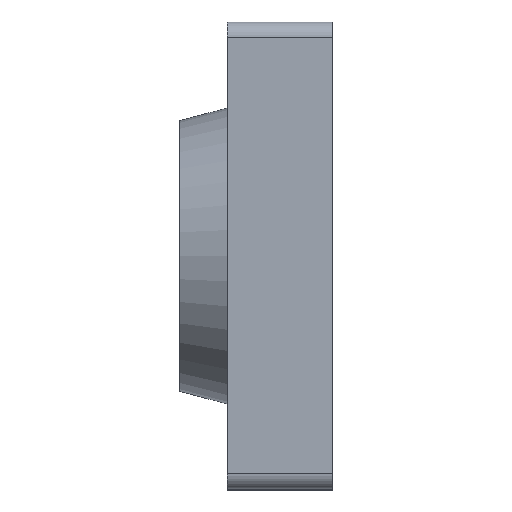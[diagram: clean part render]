
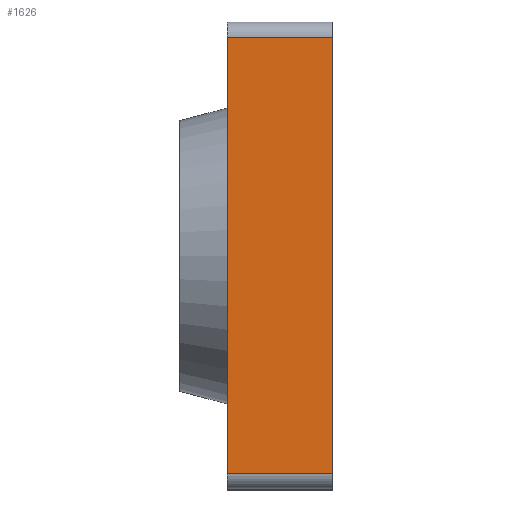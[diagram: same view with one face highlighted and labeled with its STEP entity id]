
A CAD part, top view. The second image highlights one B-rep face of the part: STEP entity #1626.
In plain terms, the highlighted planar face has unit normal (0, 0, 1).
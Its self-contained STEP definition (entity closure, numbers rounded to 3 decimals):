
#92 = EDGE_CURVE ( 'NONE', #883, #2465, #2226, .T. ) ;
#111 = VERTEX_POINT ( 'NONE', #335 ) ;
#154 = LINE ( 'NONE', #627, #744 ) ;
#164 = EDGE_CURVE ( 'NONE', #111, #2465, #2461, .T. ) ;
#191 = VERTEX_POINT ( 'NONE', #323 ) ;
#207 = AXIS2_PLACEMENT_3D ( 'NONE', #365, #2270, #2064 ) ;
#323 = CARTESIAN_POINT ( 'NONE',  ( 0., 28., 30. ) ) ;
#335 = CARTESIAN_POINT ( 'NONE',  ( 13.5, 28., 30. ) ) ;
#365 = CARTESIAN_POINT ( 'NONE',  ( 13.5, -30., 30. ) ) ;
#539 = DIRECTION ( 'NONE',  ( 1., 0., 0. ) ) ;
#596 = FACE_OUTER_BOUND ( 'NONE', #1082, .T. ) ;
#627 = CARTESIAN_POINT ( 'NONE',  ( 13.5, 28., 30. ) ) ;
#673 = ORIENTED_EDGE ( 'NONE', *, *, #1570, .T. ) ;
#674 = CARTESIAN_POINT ( 'NONE',  ( 0., -28., 30. ) ) ;
#744 = VECTOR ( 'NONE', #1663, 1000. ) ;
#754 = CARTESIAN_POINT ( 'NONE',  ( 13.5, -28., 30. ) ) ;
#842 = ORIENTED_EDGE ( 'NONE', *, *, #164, .F. ) ;
#883 = VERTEX_POINT ( 'NONE', #674 ) ;
#929 = ORIENTED_EDGE ( 'NONE', *, *, #2446, .T. ) ;
#1082 = EDGE_LOOP ( 'NONE', ( #929, #1573, #842, #673 ) ) ;
#1154 = VECTOR ( 'NONE', #539, 1000. ) ;
#1191 = VECTOR ( 'NONE', #2286, 1000. ) ;
#1379 = DIRECTION ( 'NONE',  ( 0., -1., 0. ) ) ;
#1426 = PLANE ( 'NONE',  #207 ) ;
#1570 = EDGE_CURVE ( 'NONE', #111, #191, #154, .T. ) ;
#1573 = ORIENTED_EDGE ( 'NONE', *, *, #92, .T. ) ;
#1626 = ADVANCED_FACE ( 'NONE', ( #596 ), #1426, .F. ) ;
#1663 = DIRECTION ( 'NONE',  ( -1., 0., 0. ) ) ;
#1698 = CARTESIAN_POINT ( 'NONE',  ( 13.5, -28., 30. ) ) ;
#1712 = CARTESIAN_POINT ( 'NONE',  ( 0., -30., 30. ) ) ;
#2064 = DIRECTION ( 'NONE',  ( -1., 0., 0. ) ) ;
#2106 = LINE ( 'NONE', #1712, #1191 ) ;
#2175 = VECTOR ( 'NONE', #1379, 1000. ) ;
#2226 = LINE ( 'NONE', #754, #1154 ) ;
#2270 = DIRECTION ( 'NONE',  ( 0., 0., -1. ) ) ;
#2286 = DIRECTION ( 'NONE',  ( 0., -1., 0. ) ) ;
#2446 = EDGE_CURVE ( 'NONE', #191, #883, #2106, .T. ) ;
#2461 = LINE ( 'NONE', #2706, #2175 ) ;
#2465 = VERTEX_POINT ( 'NONE', #1698 ) ;
#2706 = CARTESIAN_POINT ( 'NONE',  ( 13.5, -30., 30. ) ) ;
